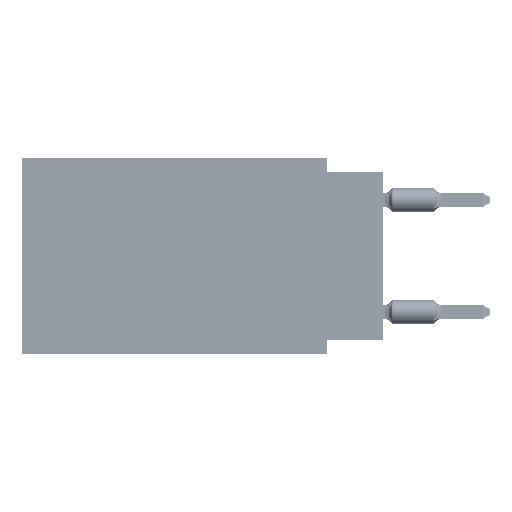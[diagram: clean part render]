
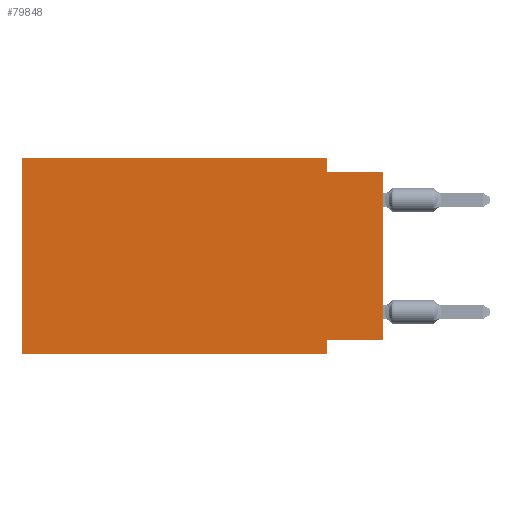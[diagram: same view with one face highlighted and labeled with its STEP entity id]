
A CAD part, left-side view. The second image highlights one B-rep face of the part: STEP entity #79848.
In plain terms, the highlighted planar face has unit normal (-1, 0, 0).
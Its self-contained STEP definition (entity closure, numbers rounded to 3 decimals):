
#758 = EDGE_CURVE ( 'NONE', #71927, #76079, #44837, .T. ) ;
#3020 = CARTESIAN_POINT ( 'NONE',  ( 0., 2.54, -8.89 ) ) ;
#3226 = CARTESIAN_POINT ( 'NONE',  ( 0., 2.54, -8.89 ) ) ;
#7203 = EDGE_CURVE ( 'NONE', #85432, #53370, #30834, .T. ) ;
#10022 = EDGE_CURVE ( 'NONE', #56617, #97267, #85319, .T. ) ;
#11030 = VECTOR ( 'NONE', #36452, 1000. ) ;
#11443 = CARTESIAN_POINT ( 'NONE',  ( 0., 2.54, -0.635 ) ) ;
#13623 = ORIENTED_EDGE ( 'NONE', *, *, #21619, .T. ) ;
#14822 = CARTESIAN_POINT ( 'NONE',  ( 0., 0., -0.635 ) ) ;
#16523 = VECTOR ( 'NONE', #88426, 1000. ) ;
#17563 = CARTESIAN_POINT ( 'NONE',  ( 0., 16.383, 0. ) ) ;
#19054 = CARTESIAN_POINT ( 'NONE',  ( 0., 16.383, 0. ) ) ;
#20700 = CARTESIAN_POINT ( 'NONE',  ( 0., 16.383, -8.89 ) ) ;
#21619 = EDGE_CURVE ( 'NONE', #34462, #76079, #101254, .T. ) ;
#22917 = CARTESIAN_POINT ( 'NONE',  ( 0., 2.54, -8.255 ) ) ;
#23039 = ORIENTED_EDGE ( 'NONE', *, *, #10022, .F. ) ;
#25524 = PLANE ( 'NONE',  #44373 ) ;
#29340 = ORIENTED_EDGE ( 'NONE', *, *, #7203, .F. ) ;
#30409 = CARTESIAN_POINT ( 'NONE',  ( 0., 0., -0.635 ) ) ;
#30418 = EDGE_CURVE ( 'NONE', #57004, #71927, #31750, .T. ) ;
#30834 = LINE ( 'NONE', #95482, #55967 ) ;
#31750 = LINE ( 'NONE', #47632, #16523 ) ;
#32830 = ORIENTED_EDGE ( 'NONE', *, *, #80079, .F. ) ;
#33010 = ORIENTED_EDGE ( 'NONE', *, *, #758, .F. ) ;
#33491 = DIRECTION ( 'NONE',  ( 1., 0., 0. ) ) ;
#34462 = VERTEX_POINT ( 'NONE', #41001 ) ;
#34922 = VECTOR ( 'NONE', #36908, 1000. ) ;
#36452 = DIRECTION ( 'NONE',  ( 0., 0., -1. ) ) ;
#36908 = DIRECTION ( 'NONE',  ( 0., 0., -1. ) ) ;
#38141 = DIRECTION ( 'NONE',  ( 0., -1., 0. ) ) ;
#41001 = CARTESIAN_POINT ( 'NONE',  ( 0., 16.383, -8.89 ) ) ;
#41796 = EDGE_CURVE ( 'NONE', #53370, #56617, #69825, .T. ) ;
#43426 = DIRECTION ( 'NONE',  ( 0., 0., 1. ) ) ;
#44373 = AXIS2_PLACEMENT_3D ( 'NONE', #17563, #33491, #57339 ) ;
#44426 = VECTOR ( 'NONE', #43426, 1000. ) ;
#44837 = LINE ( 'NONE', #3020, #34922 ) ;
#45458 = CARTESIAN_POINT ( 'NONE',  ( 0., 2.54, 0. ) ) ;
#47309 = CARTESIAN_POINT ( 'NONE',  ( 0., 16.383, 0. ) ) ;
#47632 = CARTESIAN_POINT ( 'NONE',  ( 0., 0., -8.255 ) ) ;
#49603 = VECTOR ( 'NONE', #38141, 1000. ) ;
#51730 = ORIENTED_EDGE ( 'NONE', *, *, #30418, .F. ) ;
#53370 = VERTEX_POINT ( 'NONE', #79601 ) ;
#55216 = DIRECTION ( 'NONE',  ( 0., -1., 0. ) ) ;
#55967 = VECTOR ( 'NONE', #55216, 1000. ) ;
#56617 = VERTEX_POINT ( 'NONE', #11443 ) ;
#57004 = VERTEX_POINT ( 'NONE', #60077 ) ;
#57339 = DIRECTION ( 'NONE',  ( 0., 0., -1. ) ) ;
#59185 = ORIENTED_EDGE ( 'NONE', *, *, #41796, .F. ) ;
#60077 = CARTESIAN_POINT ( 'NONE',  ( 0., 0., -8.255 ) ) ;
#60350 = ORIENTED_EDGE ( 'NONE', *, *, #60619, .T. ) ;
#60619 = EDGE_CURVE ( 'NONE', #57004, #97267, #87074, .T. ) ;
#64101 = VECTOR ( 'NONE', #77411, 1000. ) ;
#69095 = DIRECTION ( 'NONE',  ( 0., 0., 1. ) ) ;
#69825 = LINE ( 'NONE', #45458, #11030 ) ;
#70671 = CARTESIAN_POINT ( 'NONE',  ( 0., 0., 0. ) ) ;
#71927 = VERTEX_POINT ( 'NONE', #22917 ) ;
#76079 = VERTEX_POINT ( 'NONE', #3226 ) ;
#77411 = DIRECTION ( 'NONE',  ( 0., -1., 0. ) ) ;
#79601 = CARTESIAN_POINT ( 'NONE',  ( 0., 2.54, 0. ) ) ;
#79848 = ADVANCED_FACE ( 'NONE', ( #82732 ), #25524, .F. ) ;
#80079 = EDGE_CURVE ( 'NONE', #34462, #85432, #91647, .T. ) ;
#81324 = VECTOR ( 'NONE', #69095, 1000. ) ;
#82732 = FACE_OUTER_BOUND ( 'NONE', #88895, .T. ) ;
#85319 = LINE ( 'NONE', #14822, #49603 ) ;
#85432 = VERTEX_POINT ( 'NONE', #47309 ) ;
#87074 = LINE ( 'NONE', #70671, #81324 ) ;
#88426 = DIRECTION ( 'NONE',  ( 0., 1., 0. ) ) ;
#88895 = EDGE_LOOP ( 'NONE', ( #60350, #23039, #59185, #29340, #32830, #13623, #33010, #51730 ) ) ;
#91647 = LINE ( 'NONE', #19054, #44426 ) ;
#95482 = CARTESIAN_POINT ( 'NONE',  ( 0., 16.383, 0. ) ) ;
#97267 = VERTEX_POINT ( 'NONE', #30409 ) ;
#101254 = LINE ( 'NONE', #20700, #64101 ) ;
